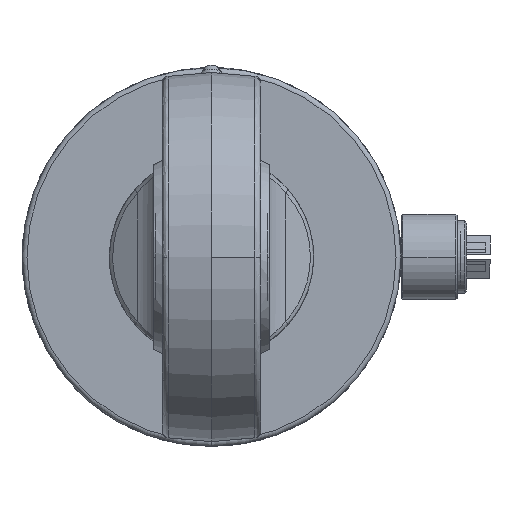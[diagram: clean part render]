
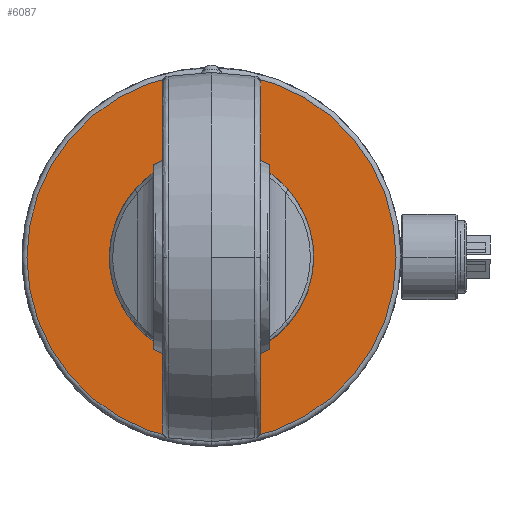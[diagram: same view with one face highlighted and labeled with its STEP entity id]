
A CAD part, left-side view. The second image highlights one B-rep face of the part: STEP entity #6087.
In plain terms, the highlighted planar face has unit normal (-1, 0, 0).
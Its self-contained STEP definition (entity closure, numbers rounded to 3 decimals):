
#327 = CARTESIAN_POINT ( 'NONE',  ( -13., 0., 56. ) ) ;
#586 = CIRCLE ( 'NONE', #14668, 56. ) ;
#1016 = VERTEX_POINT ( 'NONE', #4837 ) ;
#1399 = EDGE_CURVE ( 'NONE', #12462, #14873, #586, .T. ) ;
#1700 = CIRCLE ( 'NONE', #4144, 3. ) ;
#4144 = AXIS2_PLACEMENT_3D ( 'NONE', #16097, #4166, #8508 ) ;
#4166 = DIRECTION ( 'NONE',  ( 1., 0., 0. ) ) ;
#4837 = CARTESIAN_POINT ( 'NONE',  ( -13., 0., 3. ) ) ;
#4912 = CARTESIAN_POINT ( 'NONE',  ( -13., 0., 0. ) ) ;
#5342 = AXIS2_PLACEMENT_3D ( 'NONE', #11711, #8767, #17582 ) ;
#5932 = CARTESIAN_POINT ( 'NONE',  ( -13., 0., 56. ) ) ;
#6087 = ADVANCED_FACE ( 'NONE', ( #16405, #14740 ), #16222, .T. ) ;
#6356 = EDGE_LOOP ( 'NONE', ( #14527, #8376 ) ) ;
#7452 = CARTESIAN_POINT ( 'NONE',  ( -13., 0., 0. ) ) ;
#7911 = EDGE_CURVE ( 'NONE', #14873, #12462, #8098, .T. ) ;
#8098 = CIRCLE ( 'NONE', #9303, 56. ) ;
#8376 = ORIENTED_EDGE ( 'NONE', *, *, #17001, .T. ) ;
#8508 = DIRECTION ( 'NONE',  ( 0., 0., -1. ) ) ;
#8767 = DIRECTION ( 'NONE',  ( 1., 0., 0. ) ) ;
#8871 = DIRECTION ( 'NONE',  ( -1., 0., 0. ) ) ;
#9039 = CIRCLE ( 'NONE', #5342, 3. ) ;
#9052 = CARTESIAN_POINT ( 'NONE',  ( -13., 0., -56. ) ) ;
#9303 = AXIS2_PLACEMENT_3D ( 'NONE', #7452, #8871, #14413 ) ;
#10469 = AXIS2_PLACEMENT_3D ( 'NONE', #5932, #18271, #10516 ) ;
#10516 = DIRECTION ( 'NONE',  ( 0., 0., 1. ) ) ;
#10735 = VERTEX_POINT ( 'NONE', #14543 ) ;
#10784 = EDGE_LOOP ( 'NONE', ( #13378, #11329 ) ) ;
#11329 = ORIENTED_EDGE ( 'NONE', *, *, #7911, .T. ) ;
#11711 = CARTESIAN_POINT ( 'NONE',  ( -13., 0., 0. ) ) ;
#11885 = EDGE_CURVE ( 'NONE', #10735, #1016, #9039, .T. ) ;
#12462 = VERTEX_POINT ( 'NONE', #327 ) ;
#13378 = ORIENTED_EDGE ( 'NONE', *, *, #1399, .T. ) ;
#13528 = DIRECTION ( 'NONE',  ( -1., 0., 0. ) ) ;
#14413 = DIRECTION ( 'NONE',  ( 0., 0., 1. ) ) ;
#14527 = ORIENTED_EDGE ( 'NONE', *, *, #11885, .T. ) ;
#14543 = CARTESIAN_POINT ( 'NONE',  ( -13., 0., -3. ) ) ;
#14668 = AXIS2_PLACEMENT_3D ( 'NONE', #4912, #13528, #18150 ) ;
#14740 = FACE_BOUND ( 'NONE', #6356, .T. ) ;
#14873 = VERTEX_POINT ( 'NONE', #9052 ) ;
#16097 = CARTESIAN_POINT ( 'NONE',  ( -13., 0., 0. ) ) ;
#16222 = PLANE ( 'NONE',  #10469 ) ;
#16405 = FACE_OUTER_BOUND ( 'NONE', #10784, .T. ) ;
#17001 = EDGE_CURVE ( 'NONE', #1016, #10735, #1700, .T. ) ;
#17582 = DIRECTION ( 'NONE',  ( 0., 0., -1. ) ) ;
#18150 = DIRECTION ( 'NONE',  ( 0., 0., 1. ) ) ;
#18271 = DIRECTION ( 'NONE',  ( -1., 0., 0. ) ) ;
